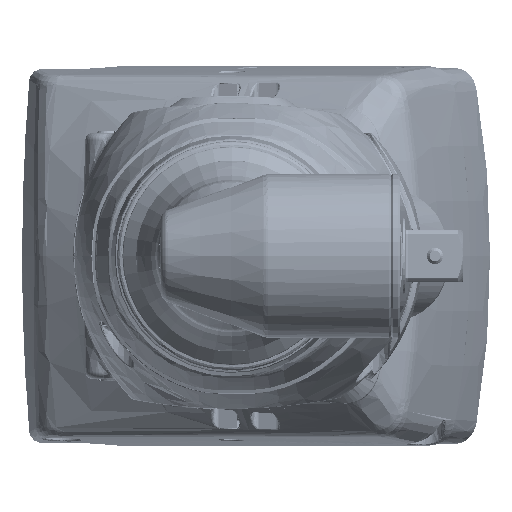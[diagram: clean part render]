
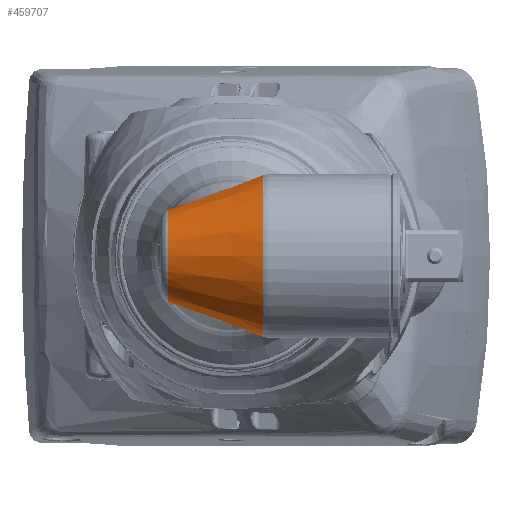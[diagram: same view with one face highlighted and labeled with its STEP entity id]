
A CAD part, left-side view. The second image highlights one B-rep face of the part: STEP entity #459707.
In plain terms, the highlighted conical face has half-angle 20 degrees and reference radius 11.649 mm.
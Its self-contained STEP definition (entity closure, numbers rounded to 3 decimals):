
#458487=CARTESIAN_POINT('',(-114.265,-5.733,0.));
#458488=DIRECTION('',(0.,1.,0.));
#458489=DIRECTION('',(0.431,0.,-0.902));
#458490=AXIS2_PLACEMENT_3D('',#458487,#458488,#458489);
#458517=CARTESIAN_POINT('',(-107.877,-5.733,
-13.371));
#458518=CARTESIAN_POINT('',(-108.029,-5.564,
-13.376));
#458519=CARTESIAN_POINT('',(-108.322,-5.22,
-13.373));
#458520=CARTESIAN_POINT('',(-108.732,-4.692,
-13.339));
#458521=CARTESIAN_POINT('',(-108.984,-4.332,
-13.3));
#458522=CARTESIAN_POINT('',(-109.105,-4.15,
-13.276));
#458524=CARTESIAN_POINT('',(-109.105,-4.15,
-13.276));
#458525=CARTESIAN_POINT('',(-109.415,-3.686,
-13.215));
#458526=CARTESIAN_POINT('',(-109.989,-2.79,
-13.072));
#458527=CARTESIAN_POINT('',(-110.713,-1.542,
-12.814));
#458528=CARTESIAN_POINT('',(-111.305,-0.379,
-12.528));
#458529=CARTESIAN_POINT('',(-111.765,0.704,
-12.224));
#458530=CARTESIAN_POINT('',(-112.098,1.712,
-11.915));
#458531=CARTESIAN_POINT('',(-112.315,2.651,
-11.605));
#458532=CARTESIAN_POINT('',(-112.423,3.498,
-11.31));
#458533=CARTESIAN_POINT('',(-112.449,4.258,
-11.034));
#458534=CARTESIAN_POINT('',(-112.412,4.995,
-10.756));
#458535=CARTESIAN_POINT('',(-112.312,5.743,
-10.462));
#458536=CARTESIAN_POINT('',(-112.156,6.477,
-10.159));
#458537=CARTESIAN_POINT('',(-111.962,7.17,
-9.858));
#458538=CARTESIAN_POINT('',(-111.745,7.824,
-9.56));
#458539=CARTESIAN_POINT('',(-111.494,8.489,
-9.238));
#458540=CARTESIAN_POINT('',(-111.191,9.213,
-8.865));
#458541=CARTESIAN_POINT('',(-110.839,9.99,
-8.432));
#458542=CARTESIAN_POINT('',(-110.441,10.813,
-7.93));
#458543=CARTESIAN_POINT('',(-110.148,11.39,
-7.539));
#458544=CARTESIAN_POINT('',(-109.997,11.684,
-7.328));
#458546=CARTESIAN_POINT('',(-114.265,11.684,0.));
#458547=DIRECTION('',(0.,-1.,0.));
#458548=DIRECTION('',(0.503,0.,0.864));
#458549=AXIS2_PLACEMENT_3D('',#458546,#458547,#458548);
#458551=CARTESIAN_POINT('',(-109.997,11.684,
7.328));
#458552=CARTESIAN_POINT('',(-110.132,11.422,
7.516));
#458553=CARTESIAN_POINT('',(-110.392,10.908,
7.866));
#458554=CARTESIAN_POINT('',(-110.748,10.179,
8.319));
#458555=CARTESIAN_POINT('',(-111.07,9.485,
8.716));
#458556=CARTESIAN_POINT('',(-111.349,8.841,
9.059));
#458557=CARTESIAN_POINT('',(-111.595,8.227,
9.367));
#458558=CARTESIAN_POINT('',(-111.824,7.596,
9.666));
#458559=CARTESIAN_POINT('',(-112.036,6.924,
9.967));
#458560=CARTESIAN_POINT('',(-112.216,6.221,
10.266));
#458561=CARTESIAN_POINT('',(-112.348,5.514,
10.553));
#458562=CARTESIAN_POINT('',(-112.427,4.808,
10.828));
#458563=CARTESIAN_POINT('',(-112.451,4.042,
11.114));
#458564=CARTESIAN_POINT('',(-112.393,3.158,
11.431));
#458565=CARTESIAN_POINT('',(-112.22,2.172,
11.766));
#458566=CARTESIAN_POINT('',(-111.91,1.097,
12.108));
#458567=CARTESIAN_POINT('',(-111.449,-0.069,
12.446));
#458568=CARTESIAN_POINT('',(-110.834,-1.323,
12.765));
#458569=CARTESIAN_POINT('',(-110.061,-2.675,
13.052));
#458570=CARTESIAN_POINT('',(-109.441,-3.647,
13.209));
#458571=CARTESIAN_POINT('',(-109.105,-4.15,
13.276));
#458573=CARTESIAN_POINT('',(-109.105,-4.15,
13.276));
#458574=CARTESIAN_POINT('',(-108.971,-4.351,
13.302));
#458575=CARTESIAN_POINT('',(-108.7,-4.735,
13.343));
#458576=CARTESIAN_POINT('',(-108.288,-5.261,
13.374));
#458577=CARTESIAN_POINT('',(-108.013,-5.581,
13.375));
#458578=CARTESIAN_POINT('',(-107.877,-5.733,
13.371));
#459393=VERTEX_POINT('',#458517);
#459394=VERTEX_POINT('',#458522);
#459397=VERTEX_POINT('',#458551);
#459398=VERTEX_POINT('',#458571);
#459401=VERTEX_POINT('',#458578);
#459494=VERTEX_POINT('',#458544);
#459690=CARTESIAN_POINT('',(-114.265,2.976,0.));
#459691=DIRECTION('',(0.,-1.,0.));
#459692=DIRECTION('',(1.,0.,0.));
#459693=AXIS2_PLACEMENT_3D('',#459690,#459691,#459692);
#459694=CONICAL_SURFACE('',#459693,11.649,20.);
#459695=ORIENTED_EDGE('',*,*,#459680,.T.);
#459697=ORIENTED_EDGE('',*,*,#459696,.T.);
#459699=ORIENTED_EDGE('',*,*,#459698,.F.);
#459701=ORIENTED_EDGE('',*,*,#459700,.T.);
#459703=ORIENTED_EDGE('',*,*,#459702,.T.);
#459704=ORIENTED_EDGE('',*,*,#459593,.F.);
#459705=EDGE_LOOP('',(#459695,#459697,#459699,#459701,#459703,#459704));
#459706=FACE_OUTER_BOUND('',#459705,.F.);
#459707=ADVANCED_FACE('',(#459706),#459694,.T.);
#458491=CIRCLE('',#458490,14.819);
#458523=B_SPLINE_CURVE_WITH_KNOTS('',3,(#458517,#458518,#458519,#458520,#458521,
#458522),.UNSPECIFIED.,.F.,.F.,(4,1,1,4),(0.,0.333,
0.667,1.),.UNSPECIFIED.);
#458545=B_SPLINE_CURVE_WITH_KNOTS('',3,(#458524,#458525,#458526,#458527,#458528,
#458529,#458530,#458531,#458532,#458533,#458534,#458535,#458536,#458537,#458538,
#458539,#458540,#458541,#458542,#458543,#458544),.UNSPECIFIED.,.F.,.F.,(4,1,1,1,
1,1,1,1,1,1,1,1,1,1,1,1,1,1,4),(0.,0.056,0.111,
0.167,0.222,0.278,0.333,
0.389,0.444,0.5,0.556,0.611,
0.667,0.722,0.778,0.833,
0.889,0.944,1.),.UNSPECIFIED.);
#458550=CIRCLE('',#458549,8.48);
#458572=B_SPLINE_CURVE_WITH_KNOTS('',3,(#458551,#458552,#458553,#458554,#458555,
#458556,#458557,#458558,#458559,#458560,#458561,#458562,#458563,#458564,#458565,
#458566,#458567,#458568,#458569,#458570,#458571),.UNSPECIFIED.,.F.,.F.,(4,1,1,1,
1,1,1,1,1,1,1,1,1,1,1,1,1,1,4),(0.,0.056,0.111,
0.167,0.222,0.278,0.333,
0.389,0.444,0.5,0.556,0.611,
0.667,0.722,0.778,0.833,
0.889,0.944,1.),.UNSPECIFIED.);
#458579=B_SPLINE_CURVE_WITH_KNOTS('',3,(#458573,#458574,#458575,#458576,#458577,
#458578),.UNSPECIFIED.,.F.,.F.,(4,1,1,4),(0.,0.333,
0.667,1.),.UNSPECIFIED.);
#459593=EDGE_CURVE('',#459393,#459401,#458491,.T.);
#459680=EDGE_CURVE('',#459393,#459394,#458523,.T.);
#459696=EDGE_CURVE('',#459394,#459494,#458545,.T.);
#459698=EDGE_CURVE('',#459397,#459494,#458550,.T.);
#459700=EDGE_CURVE('',#459397,#459398,#458572,.T.);
#459702=EDGE_CURVE('',#459398,#459401,#458579,.T.);
